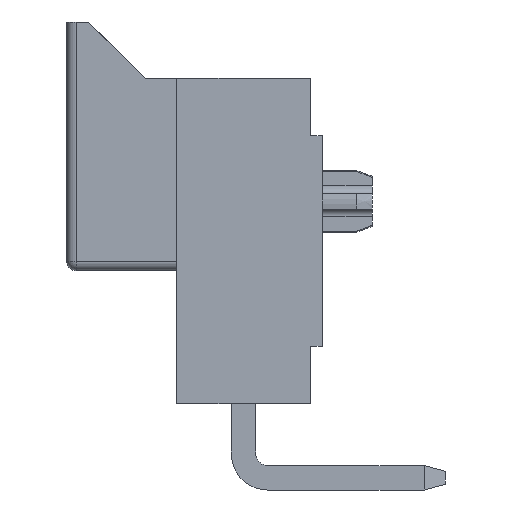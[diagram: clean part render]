
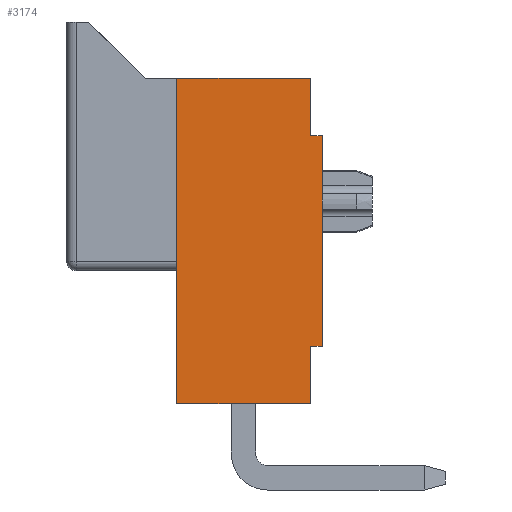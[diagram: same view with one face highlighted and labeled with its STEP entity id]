
A CAD part, left-side view. The second image highlights one B-rep face of the part: STEP entity #3174.
In plain terms, the highlighted planar face has unit normal (-1, 0, 0).
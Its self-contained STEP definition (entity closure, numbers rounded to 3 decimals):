
#1=DIRECTION('',(0.,0.,1.));
#2=VECTOR('',#1,1.5);
#3=CARTESIAN_POINT('',(-6.72,-1.74,-4.23));
#4=LINE('',#3,#2);
#17=DIRECTION('',(0.,0.,1.));
#18=VECTOR('',#17,1.5);
#19=CARTESIAN_POINT('',(-6.72,-1.74,2.73));
#20=LINE('',#19,#18);
#193=DIRECTION('',(0.,-1.,0.));
#194=VECTOR('',#193,0.3);
#195=CARTESIAN_POINT('',(-6.72,-1.74,2.73));
#196=LINE('',#195,#194);
#197=DIRECTION('',(0.,1.,0.));
#198=VECTOR('',#197,3.48);
#199=CARTESIAN_POINT('',(-6.72,-1.74,-4.23));
#200=LINE('',#199,#198);
#209=DIRECTION('',(0.,-1.,0.));
#210=VECTOR('',#209,0.3);
#211=CARTESIAN_POINT('',(-6.72,-1.74,-2.73));
#212=LINE('',#211,#210);
#233=DIRECTION('',(0.,0.,-1.));
#234=VECTOR('',#233,5.46);
#235=CARTESIAN_POINT('',(-6.72,-2.04,2.73));
#236=LINE('',#235,#234);
#349=DIRECTION('',(0.,1.,0.));
#350=VECTOR('',#349,3.48);
#351=CARTESIAN_POINT('',(-6.72,-1.74,4.23));
#352=LINE('',#351,#350);
#567=DIRECTION('',(0.,0.,1.));
#568=VECTOR('',#567,8.46);
#569=CARTESIAN_POINT('',(-6.72,1.74,-4.23));
#570=LINE('',#569,#568);
#2365=CARTESIAN_POINT('',(-6.72,-1.74,4.23));
#2367=VERTEX_POINT('',#2365);
#2370=CARTESIAN_POINT('',(-6.72,-1.74,-4.23));
#2372=VERTEX_POINT('',#2370);
#2373=CARTESIAN_POINT('',(-6.72,1.74,-4.23));
#2374=CARTESIAN_POINT('',(-6.72,1.74,4.23));
#2375=VERTEX_POINT('',#2373);
#2376=VERTEX_POINT('',#2374);
#2401=CARTESIAN_POINT('',(-6.72,-2.04,-2.73));
#2403=VERTEX_POINT('',#2401);
#2407=CARTESIAN_POINT('',(-6.72,-2.04,2.73));
#2408=VERTEX_POINT('',#2407);
#2409=CARTESIAN_POINT('',(-6.72,-1.74,-2.73));
#2410=VERTEX_POINT('',#2409);
#2423=CARTESIAN_POINT('',(-6.72,-1.74,2.73));
#2424=VERTEX_POINT('',#2423);
#3153=CARTESIAN_POINT('',(-6.72,-1.74,-4.23));
#3154=DIRECTION('',(-1.,0.,0.));
#3155=DIRECTION('',(0.,0.,1.));
#3156=AXIS2_PLACEMENT_3D('',#3153,#3154,#3155);
#3157=PLANE('',#3156);
#3158=ORIENTED_EDGE('',*,*,#3066,.F.);
#3160=ORIENTED_EDGE('',*,*,#3159,.T.);
#3162=ORIENTED_EDGE('',*,*,#3161,.T.);
#3164=ORIENTED_EDGE('',*,*,#3163,.F.);
#3165=ORIENTED_EDGE('',*,*,#3058,.F.);
#3167=ORIENTED_EDGE('',*,*,#3166,.T.);
#3169=ORIENTED_EDGE('',*,*,#3168,.T.);
#3171=ORIENTED_EDGE('',*,*,#3170,.F.);
#3172=EDGE_LOOP('',(#3158,#3160,#3162,#3164,#3165,#3167,#3169,#3171));
#3173=FACE_OUTER_BOUND('',#3172,.F.);
#3174=ADVANCED_FACE('',(#3173),#3157,.T.);
#3058=EDGE_CURVE('',#2372,#2410,#4,.T.);
#3066=EDGE_CURVE('',#2424,#2367,#20,.T.);
#3159=EDGE_CURVE('',#2424,#2408,#196,.T.);
#3161=EDGE_CURVE('',#2408,#2403,#236,.T.);
#3163=EDGE_CURVE('',#2410,#2403,#212,.T.);
#3166=EDGE_CURVE('',#2372,#2375,#200,.T.);
#3168=EDGE_CURVE('',#2375,#2376,#570,.T.);
#3170=EDGE_CURVE('',#2367,#2376,#352,.T.);
